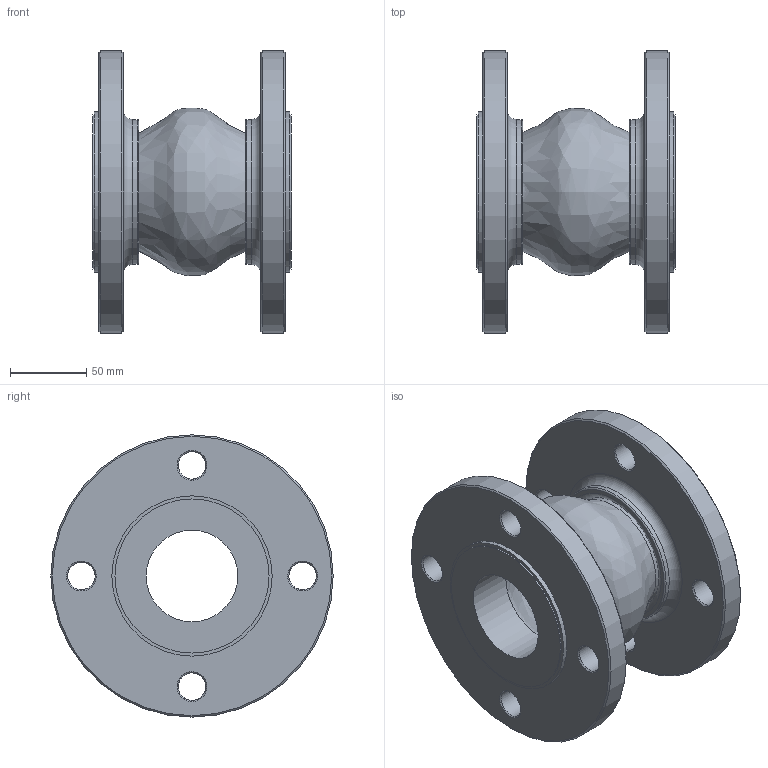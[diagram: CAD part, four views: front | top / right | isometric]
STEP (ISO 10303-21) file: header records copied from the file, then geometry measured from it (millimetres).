
FILE_DESCRIPTION(('HOOPS Exchange Step'),'2;1');
FILE_NAME('KP04_DN65_PN16.stp','2025-11-14T16:52:34+01:00',('nieru'),('Unknown organisation'),'HOOPS Exchange 2024.2','HOOPS Exchange','Unknown authorisation');
FILE_SCHEMA( ('AP203_CONFIGURATION_CONTROLLED_3D_DESIGN_OF_MECHANICAL_PARTS_AND_ASSEMBLIES_MIM_LF') );
Length unit declared in the file: millimetre
Products named in the file (2): 0; root
Assembly tree (1 placements, depth 2):
  root
    0
Bounding box: 130 x 185 x 185 mm (x, y, z)
Volume: 962740.2 mm3; surface area: 228059.1 mm2
Topology: 3 solids, 3 shells, 74 faces, 152 edges, 96 vertices
Faces by surface type: bspline 28, plane 18, cylinder 18, torus 6, cone 4
Full cylindrical faces by diameter (mm): 60 x2, 78 x4, 89 x2, 95 x2, 101 x2, 105 x4, 185 x2
Entity records: 5508 total; most frequent: CARTESIAN_POINT 4017, ORIENTED_EDGE 304, DIRECTION 248, EDGE_CURVE 152, AXIS2_PLACEMENT_3D 113, EDGE_LOOP 108, FACE_BOUND 108, VERTEX_POINT 96
